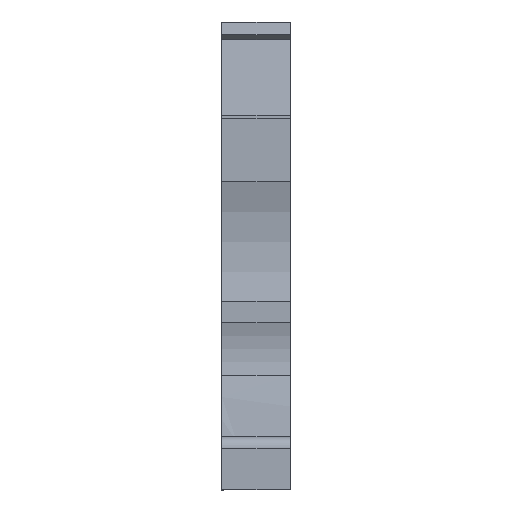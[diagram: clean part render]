
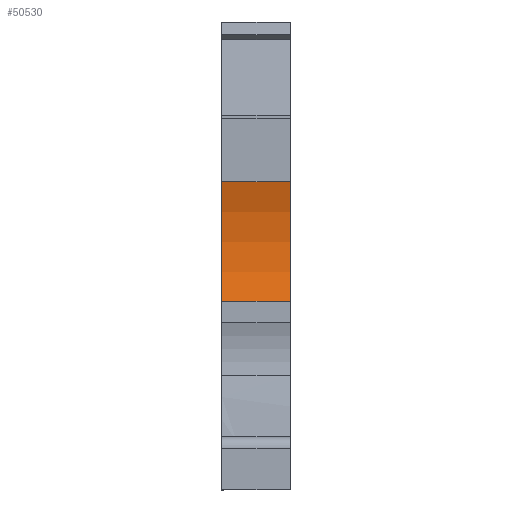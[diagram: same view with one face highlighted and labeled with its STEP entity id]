
A CAD part, front view. The second image highlights one B-rep face of the part: STEP entity #50530.
In plain terms, the highlighted cylindrical face has radius 15 mm (diameter 30 mm), a partial arc.
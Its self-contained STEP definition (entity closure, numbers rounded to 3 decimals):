
#4570=CARTESIAN_POINT('',(8.742,18.233,
-5.15));
#4580=VERTEX_POINT('',#4570);
#4610=CARTESIAN_POINT('',(-4.912,12.023,
-5.15));
#4620=DIRECTION('',(0.,0.,1.));
#4630=DIRECTION('',(0.993,0.122,
0.));
#4640=AXIS2_PLACEMENT_3D('',#4610,#4620,#4630);
#4650=CIRCLE('',#4640,15.);
#4660=CARTESIAN_POINT('',(9.839,9.301,
-5.15));
#4670=VERTEX_POINT('',#4660);
#4680=EDGE_CURVE('',#4670,#4580,#4650,.T.);
#7520=CARTESIAN_POINT('',(9.839,9.301,
0.));
#7530=VERTEX_POINT('',#7520);
#7560=CARTESIAN_POINT('',(-4.912,12.023,
0.));
#7570=DIRECTION('',(0.,0.,1.));
#7580=DIRECTION('',(0.993,0.122,
0.));
#7590=AXIS2_PLACEMENT_3D('',#7560,#7570,#7580);
#7600=CIRCLE('',#7590,15.);
#7610=CARTESIAN_POINT('',(8.742,18.233,
0.));
#7620=VERTEX_POINT('',#7610);
#7630=EDGE_CURVE('',#7530,#7620,#7600,.T.);
#50320=CARTESIAN_POINT('',(-4.912,12.023,
-5.15));
#50330=DIRECTION('',(0.,0.,1.));
#50340=DIRECTION('',(0.993,0.122,
0.));
#50350=AXIS2_PLACEMENT_3D('',#50320,#50330,#50340);
#50360=CYLINDRICAL_SURFACE('',#50350,15.);
#50370=CARTESIAN_POINT('',(8.742,18.233,
-5.15));
#50380=DIRECTION('',(0.,0.,-1.));
#50390=VECTOR('',#50380,1.);
#50400=LINE('',#50370,#50390);
#50410=EDGE_CURVE('',#7620,#4580,#50400,.T.);
#50420=ORIENTED_EDGE('',*,*,#50410,.T.);
#50430=ORIENTED_EDGE('',*,*,#7630,.T.);
#50440=CARTESIAN_POINT('',(9.839,9.301,
-5.15));
#50450=DIRECTION('',(0.,0.,1.));
#50460=VECTOR('',#50450,1.);
#50470=LINE('',#50440,#50460);
#50480=EDGE_CURVE('',#4670,#7530,#50470,.T.);
#50490=ORIENTED_EDGE('',*,*,#50480,.T.);
#50500=ORIENTED_EDGE('',*,*,#4680,.F.);
#50510=EDGE_LOOP('',(#50500,#50490,#50430,#50420));
#50520=FACE_OUTER_BOUND('',#50510,.T.);
#50530=ADVANCED_FACE('',(#50520),#50360,.F.);
